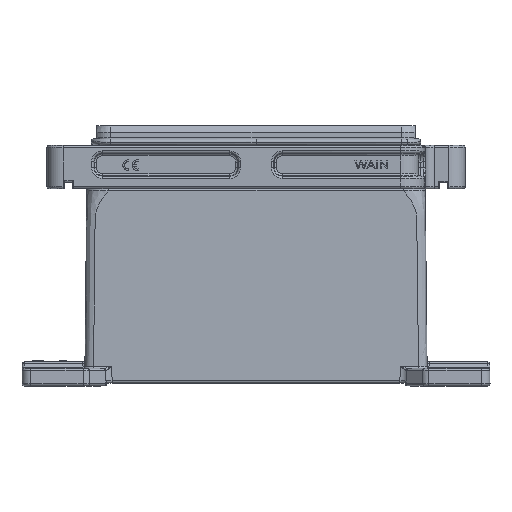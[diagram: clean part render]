
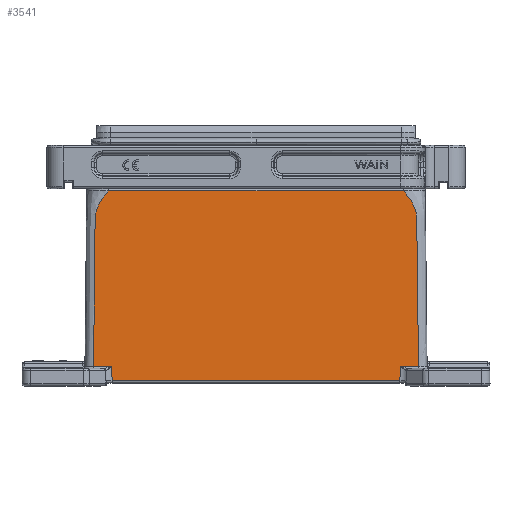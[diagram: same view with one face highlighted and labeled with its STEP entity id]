
A CAD part, top view. The second image highlights one B-rep face of the part: STEP entity #3541.
In plain terms, the highlighted planar face has unit normal (0, 0.011, 1).
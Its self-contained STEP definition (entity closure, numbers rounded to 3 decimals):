
#1904=B_SPLINE_CURVE_WITH_KNOTS('',3,(#45228,#45229,#45230,#45231,#45232,
#45233,#45234,#45235,#45236,#45237,#45238,#45239),.UNSPECIFIED.,.F.,.F.,
(4,2,2,2,2,4),(0.,0.125,0.188,0.25,
0.5,1.),.UNSPECIFIED.);
#1928=B_SPLINE_CURVE_WITH_KNOTS('',3,(#45802,#45803,#45804,#45805,#45806,
#45807,#45808,#45809,#45810,#45811,#45812,#45813,#45814,#45815,#45816,#45817,
#45818,#45819,#45820,#45821,#45822,#45823,#45824,#45825,#45826,#45827,#45828,
#45829,#45830,#45831,#45832,#45833,#45834,#45835,#45836,#45837,#45838,#45839,
#45840,#45841,#45842,#45843,#45844,#45845,#45846,#45847,#45848,#45849,#45850,
#45851,#45852),.UNSPECIFIED.,.F.,.F.,(4,2,1,1,1,1,1,1,2,2,2,2,1,1,1,2,2,
2,2,2,2,2,2,2,2,2,2,2,2,4),(0.,0.25,0.375,0.438,
0.469,0.484,0.492,0.496,
0.498,0.5,0.625,0.688,0.719,
0.734,0.742,0.746,0.75,
0.813,0.828,0.836,0.844,
0.859,0.867,0.871,0.875,
0.906,0.922,0.93,0.938,1.),
 .UNSPECIFIED.);
#1956=B_SPLINE_CURVE_WITH_KNOTS('',3,(#46281,#46282,#46283,#46284,#46285,
#46286,#46287),.UNSPECIFIED.,.F.,.F.,(4,3,4),(0.,0.01,1.),
 .UNSPECIFIED.);
#1958=B_SPLINE_CURVE_WITH_KNOTS('',3,(#46293,#46294,#46295,#46296),
 .UNSPECIFIED.,.F.,.F.,(4,4),(0.,1.),.UNSPECIFIED.);
#1959=B_SPLINE_CURVE_WITH_KNOTS('',3,(#46299,#46300,#46301,#46302),
 .UNSPECIFIED.,.F.,.F.,(4,4),(0.,1.),.UNSPECIFIED.);
#3541=ADVANCED_FACE('NONE',(#5340),#4329,.T.);
#4329=PLANE('',#23390);
#5340=FACE_OUTER_BOUND('',#6708,.T.);
#6708=EDGE_LOOP('',(#14362,#14363,#14364,#14365,#14366,#14367,#14368,#14369));
#8088=LINE('',#45024,#9379);
#8118=LINE('',#45607,#9409);
#8138=LINE('',#46298,#9429);
#9379=VECTOR('',#27036,1.);
#9409=VECTOR('',#27230,1.);
#9429=VECTOR('',#27298,1.);
#14362=ORIENTED_EDGE('',*,*,#21066,.T.);
#14363=ORIENTED_EDGE('',*,*,#20891,.F.);
#14364=ORIENTED_EDGE('',*,*,#21064,.T.);
#14365=ORIENTED_EDGE('',*,*,#21067,.T.);
#14366=ORIENTED_EDGE('',*,*,#20938,.F.);
#14367=ORIENTED_EDGE('',*,*,#21004,.F.);
#14368=ORIENTED_EDGE('',*,*,#21024,.F.);
#14369=ORIENTED_EDGE('',*,*,#21068,.T.);
#17974=VERTEX_POINT('',#45018);
#17975=VERTEX_POINT('',#45025);
#18000=VERTEX_POINT('',#45240);
#18001=VERTEX_POINT('',#45241);
#18031=VERTEX_POINT('',#45606);
#18042=VERTEX_POINT('',#45801);
#18064=VERTEX_POINT('',#46280);
#18065=VERTEX_POINT('',#46297);
#20891=EDGE_CURVE('NONE',#17974,#17975,#8088,.T.);
#20938=EDGE_CURVE('NONE',#18000,#18001,#1904,.T.);
#21004=EDGE_CURVE('NONE',#18031,#18000,#8118,.T.);
#21024=EDGE_CURVE('NONE',#18042,#18031,#1928,.T.);
#21064=EDGE_CURVE('NONE',#17974,#18064,#1956,.T.);
#21066=EDGE_CURVE('NONE',#18065,#17975,#1958,.T.);
#21067=EDGE_CURVE('NONE',#18064,#18001,#8138,.T.);
#21068=EDGE_CURVE('NONE',#18042,#18065,#1959,.T.);
#23390=AXIS2_PLACEMENT_3D('',#46303,#27299,#27300);
#27036=DIRECTION('',(-1.,0.,0.));
#27230=DIRECTION('',(1.,0.,0.));
#27298=DIRECTION('',(1.,0.,0.));
#27299=DIRECTION('',(0.,0.01,1.));
#27300=DIRECTION('',(0.,-1.,0.01));
#45018=CARTESIAN_POINT('',(174.411,2.311,-10.053));
#45024=CARTESIAN_POINT('',(38.439,2.311,-10.054));
#45025=CARTESIAN_POINT('',(41.554,2.311,-10.053));
#45228=CARTESIAN_POINT('',(175.942,90.011,-10.972));
#45229=CARTESIAN_POINT('',(178.167,87.668,-10.948));
#45230=CARTESIAN_POINT('',(180.187,84.959,-10.919));
#45231=CARTESIAN_POINT('',(181.906,80.139,-10.869));
#45232=CARTESIAN_POINT('',(182.21,78.41,-10.851));
#45233=CARTESIAN_POINT('',(182.259,74.939,-10.814));
#45234=CARTESIAN_POINT('',(182.269,73.203,-10.796));
#45235=CARTESIAN_POINT('',(182.361,64.526,-10.705));
#45236=CARTESIAN_POINT('',(182.432,57.584,-10.633));
#45237=CARTESIAN_POINT('',(182.651,36.758,-10.415));
#45238=CARTESIAN_POINT('',(182.796,22.874,-10.269));
#45239=CARTESIAN_POINT('',(182.942,8.99,-10.124));
#45240=CARTESIAN_POINT('',(175.942,90.011,-10.972));
#45241=CARTESIAN_POINT('',(182.942,8.99,-10.124));
#45606=CARTESIAN_POINT('',(40.023,90.011,-10.972));
#45607=CARTESIAN_POINT('',(32.63,90.011,-10.972));
#45801=CARTESIAN_POINT('',(33.024,8.99,-10.124));
#45802=CARTESIAN_POINT('',(33.024,8.99,-10.124));
#45803=CARTESIAN_POINT('',(33.105,16.737,-10.205));
#45804=CARTESIAN_POINT('',(33.181,23.997,-10.281));
#45805=CARTESIAN_POINT('',(33.287,34.156,-10.387));
#45806=CARTESIAN_POINT('',(33.338,39.053,-10.439));
#45807=CARTESIAN_POINT('',(33.395,44.446,-10.495));
#45808=CARTESIAN_POINT('',(33.422,47.062,-10.523));
#45809=CARTESIAN_POINT('',(33.436,48.35,-10.536));
#45810=CARTESIAN_POINT('',(33.442,48.99,-10.543));
#45811=CARTESIAN_POINT('',(33.446,49.308,-10.546));
#45812=CARTESIAN_POINT('',(33.447,49.444,-10.548));
#45813=CARTESIAN_POINT('',(33.448,49.535,-10.548));
#45814=CARTESIAN_POINT('',(33.448,49.526,-10.548));
#45815=CARTESIAN_POINT('',(33.516,55.982,-10.616));
#45816=CARTESIAN_POINT('',(33.567,60.854,-10.667));
#45817=CARTESIAN_POINT('',(33.62,65.934,-10.72));
#45818=CARTESIAN_POINT('',(33.634,67.255,-10.734));
#45819=CARTESIAN_POINT('',(33.649,68.681,-10.749));
#45820=CARTESIAN_POINT('',(33.655,69.255,-10.755));
#45821=CARTESIAN_POINT('',(33.659,69.68,-10.759));
#45822=CARTESIAN_POINT('',(33.661,69.832,-10.761));
#45823=CARTESIAN_POINT('',(33.661,69.884,-10.762));
#45824=CARTESIAN_POINT('',(33.662,69.916,-10.762));
#45825=CARTESIAN_POINT('',(33.661,69.891,-10.762));
#45826=CARTESIAN_POINT('',(33.671,70.778,-10.771));
#45827=CARTESIAN_POINT('',(33.691,72.448,-10.788));
#45828=CARTESIAN_POINT('',(33.721,75.666,-10.822));
#45829=CARTESIAN_POINT('',(33.729,76.223,-10.828));
#45830=CARTESIAN_POINT('',(33.747,76.93,-10.835));
#45831=CARTESIAN_POINT('',(33.754,77.144,-10.838));
#45832=CARTESIAN_POINT('',(33.772,77.528,-10.842));
#45833=CARTESIAN_POINT('',(33.78,77.667,-10.843));
#45834=CARTESIAN_POINT('',(33.817,78.207,-10.849));
#45835=CARTESIAN_POINT('',(33.857,78.575,-10.853));
#45836=CARTESIAN_POINT('',(33.942,79.136,-10.859));
#45837=CARTESIAN_POINT('',(33.975,79.324,-10.861));
#45838=CARTESIAN_POINT('',(34.031,79.609,-10.864));
#45839=CARTESIAN_POINT('',(34.051,79.704,-10.865));
#45840=CARTESIAN_POINT('',(34.092,79.895,-10.868));
#45841=CARTESIAN_POINT('',(34.125,80.035,-10.869));
#45842=CARTESIAN_POINT('',(34.238,80.504,-10.875));
#45843=CARTESIAN_POINT('',(34.418,81.155,-10.882));
#45844=CARTESIAN_POINT('',(34.899,82.432,-10.897));
#45845=CARTESIAN_POINT('',(35.095,82.907,-10.903));
#45846=CARTESIAN_POINT('',(35.459,83.681,-10.913));
#45847=CARTESIAN_POINT('',(35.592,83.95,-10.916));
#45848=CARTESIAN_POINT('',(35.885,84.504,-10.923));
#45849=CARTESIAN_POINT('',(36.067,84.829,-10.927));
#45850=CARTESIAN_POINT('',(37.432,87.122,-10.953));
#45851=CARTESIAN_POINT('',(38.79,88.704,-10.965));
#45852=CARTESIAN_POINT('',(40.022,90.011,-10.972));
#46280=CARTESIAN_POINT('',(174.507,8.989,-10.124));
#46281=CARTESIAN_POINT('',(174.41,2.244,-10.053));
#46282=CARTESIAN_POINT('',(174.411,2.266,-10.053));
#46283=CARTESIAN_POINT('',(174.411,2.288,-10.054));
#46284=CARTESIAN_POINT('',(174.411,2.311,-10.054));
#46285=CARTESIAN_POINT('',(174.443,4.537,-10.077));
#46286=CARTESIAN_POINT('',(174.475,6.763,-10.1));
#46287=CARTESIAN_POINT('',(174.507,8.989,-10.124));
#46293=CARTESIAN_POINT('',(41.459,8.99,-10.124));
#46294=CARTESIAN_POINT('',(41.49,6.763,-10.1));
#46295=CARTESIAN_POINT('',(41.522,4.537,-10.077));
#46296=CARTESIAN_POINT('',(41.554,2.311,-10.054));
#46297=CARTESIAN_POINT('',(41.459,8.99,-10.124));
#46298=CARTESIAN_POINT('',(25.911,8.99,-10.124));
#46299=CARTESIAN_POINT('',(33.024,8.99,-10.124));
#46300=CARTESIAN_POINT('',(35.835,8.99,-10.124));
#46301=CARTESIAN_POINT('',(38.647,8.99,-10.124));
#46302=CARTESIAN_POINT('',(41.459,8.99,-10.124));
#46303=CARTESIAN_POINT('',(25.911,91.,-10.983));
